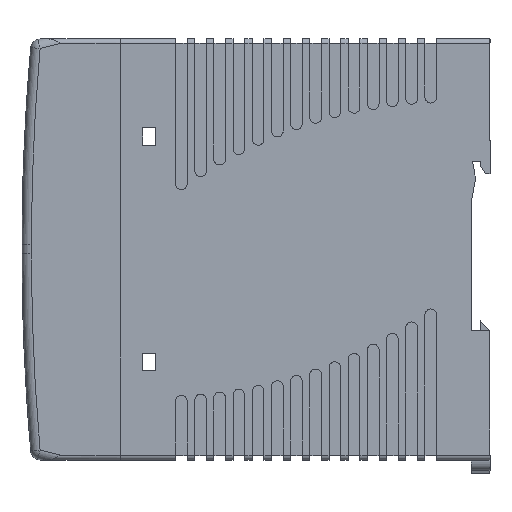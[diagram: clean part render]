
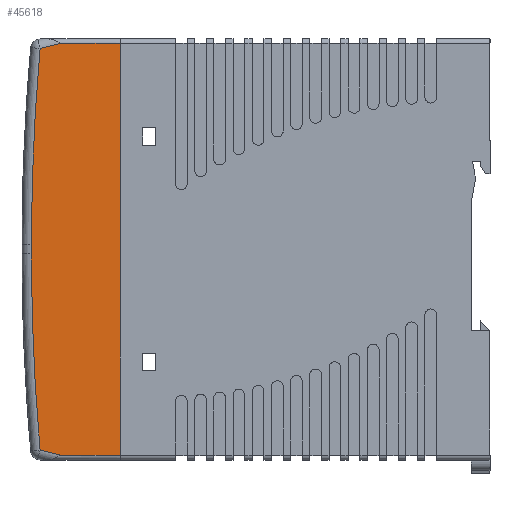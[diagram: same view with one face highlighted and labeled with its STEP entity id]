
A CAD part, top view. The second image highlights one B-rep face of the part: STEP entity #45618.
In plain terms, the highlighted face is planar.
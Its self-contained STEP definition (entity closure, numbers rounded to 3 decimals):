
#44932=CARTESIAN_POINT('',(-50.339,-70.214,0.0));
#44933=VERTEX_POINT('',#44932);
#44941=CARTESIAN_POINT('',(-37.585,-70.214,0.0));
#44942=VERTEX_POINT('',#44941);
#44943=CARTESIAN_POINT('',(-50.339,-70.214,0.0));
#44944=DIRECTION('',(1.0,0.0,0.0));
#44945=VECTOR('',#44944,12.754);
#44946=LINE('',#44943,#44945);
#44947=EDGE_CURVE('',#44933,#44942,#44946,.T.);
#44969=CARTESIAN_POINT('',(-33.203,-69.118,0.0));
#44970=VERTEX_POINT('',#44969);
#45081=CARTESIAN_POINT('',(-33.203,16.69,0.0));
#45082=VERTEX_POINT('',#45081);
#45251=CARTESIAN_POINT('',(-31.339,-25.214,0.0));
#45252=VERTEX_POINT('',#45251);
#45260=CARTESIAN_POINT('',(-503.401,-25.214,0.0));
#45261=DIRECTION('',(0.0,0.0,1.));
#45262=DIRECTION('',(0.999,0.046,0.0));
#45263=AXIS2_PLACEMENT_3D('',#45260,#45261,#45262);
#45264=CIRCLE('',#45263,472.063);
#45265=EDGE_CURVE('',#45252,#45082,#45264,.T.);
#45286=CARTESIAN_POINT('',(-37.585,17.786,0.));
#45287=VERTEX_POINT('',#45286);
#45288=CARTESIAN_POINT('',(-33.203,16.69,0.0));
#45289=DIRECTION('',(-0.97,0.243,0.0));
#45290=VECTOR('',#45289,4.518);
#45291=LINE('',#45288,#45290);
#45292=EDGE_CURVE('',#45082,#45287,#45291,.T.);
#45340=CARTESIAN_POINT('',(-31.339,-27.214,0.0));
#45341=VERTEX_POINT('',#45340);
#45349=CARTESIAN_POINT('',(-31.339,-27.214,0.0));
#45350=DIRECTION('',(0.0,1.0,0.0));
#45351=VECTOR('',#45350,2.);
#45352=LINE('',#45349,#45351);
#45353=EDGE_CURVE('',#45341,#45252,#45352,.T.);
#45370=CARTESIAN_POINT('',(-50.339,17.786,0.0));
#45371=VERTEX_POINT('',#45370);
#45388=CARTESIAN_POINT('',(-37.585,17.786,0.0));
#45389=DIRECTION('',(-1.0,0.0,0.0));
#45390=VECTOR('',#45389,12.754);
#45391=LINE('',#45388,#45390);
#45392=EDGE_CURVE('',#45287,#45371,#45391,.T.);
#45457=CARTESIAN_POINT('',(-503.401,-27.214,0.0));
#45458=DIRECTION('',(0.0,0.0,1.));
#45459=DIRECTION('',(0.999,-0.046,0.0));
#45460=AXIS2_PLACEMENT_3D('',#45457,#45458,#45459);
#45461=CIRCLE('',#45460,472.062);
#45462=EDGE_CURVE('',#44970,#45341,#45461,.T.);
#45472=CARTESIAN_POINT('',(-37.585,-70.214,0.0));
#45473=DIRECTION('',(0.97,0.243,0.0));
#45474=VECTOR('',#45473,4.518);
#45475=LINE('',#45472,#45474);
#45476=EDGE_CURVE('',#44942,#44970,#45475,.T.);
#45598=CARTESIAN_POINT('',(-40.333,-26.214,0.0));
#45599=DIRECTION('',(0.0,0.0,1.0));
#45600=DIRECTION('',(1.0,0.0,0.0));
#45601=AXIS2_PLACEMENT_3D('',#45598,#45599,#45600);
#45602=PLANE('',#45601);
#45603=ORIENTED_EDGE('',*,*,#45392,.F.);
#45604=ORIENTED_EDGE('',*,*,#45292,.F.);
#45605=ORIENTED_EDGE('',*,*,#45265,.F.);
#45606=ORIENTED_EDGE('',*,*,#45353,.F.);
#45607=ORIENTED_EDGE('',*,*,#45462,.F.);
#45608=ORIENTED_EDGE('',*,*,#45476,.F.);
#45609=ORIENTED_EDGE('',*,*,#44947,.F.);
#45610=CARTESIAN_POINT('',(-50.339,17.786,0.0));
#45611=DIRECTION('',(0.0,-1.0,0.0));
#45612=VECTOR('',#45611,88.0);
#45613=LINE('',#45610,#45612);
#45614=EDGE_CURVE('',#45371,#44933,#45613,.T.);
#45615=ORIENTED_EDGE('',*,*,#45614,.F.);
#45616=EDGE_LOOP('',(#45603,#45604,#45605,#45606,#45607,#45608,#45609,#45615));
#45617=FACE_OUTER_BOUND('',#45616,.T.);
#45618=ADVANCED_FACE('',(#45617),#45602,.F.);
